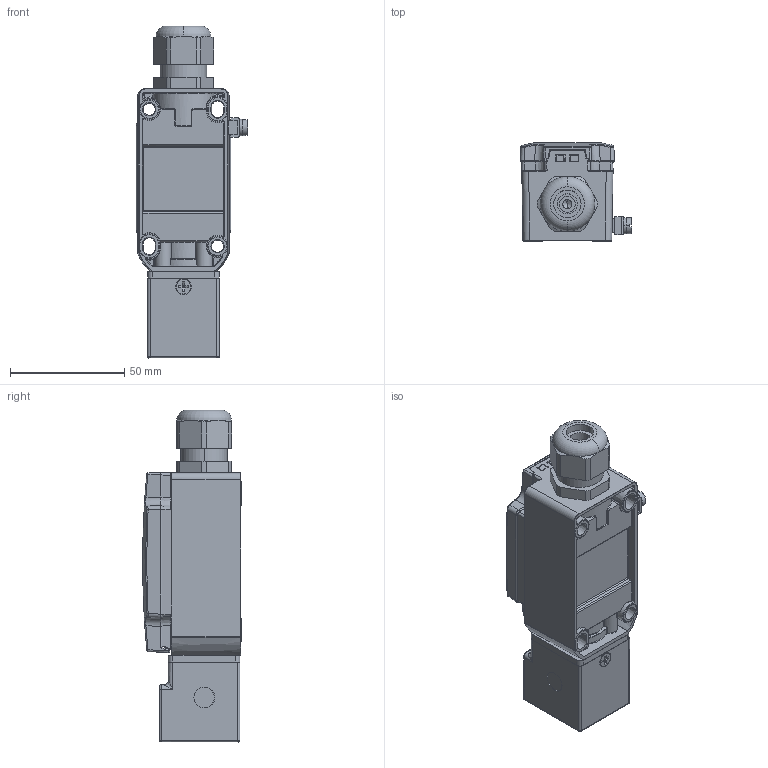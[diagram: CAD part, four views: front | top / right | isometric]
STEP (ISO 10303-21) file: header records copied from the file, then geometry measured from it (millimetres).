
FILE_DESCRIPTION((''),'2;1');
FILE_NAME('1255734_SW0002','2016-06-20T',('sharbsmeier'),('.steute Schaltgeräte GmbH, Löhne'),'PRO/ENGINEER BY PARAMETRIC TECHNOLOGY CORPORATION, 2015070','PRO/ENGINEER BY PARAMETRIC TECHNOLOGY CORPORATION, 2015070','');
FILE_SCHEMA(('CONFIG_CONTROL_DESIGN'));
Products named in the file (1): 1255734_SW0002
Bounding box: 48.87 x 43.17 x 145.5 mm (x, y, z)
Surface area: 51788.7 mm2 (no closed solid volume)
Topology: 0 solids, 56 shells, 1351 faces, 4396 edges, 3077 vertices
Faces by surface type: plane 475, cylinder 431, bspline 196, cone 144, torus 90, sphere 15
Entity records: 61056 total; most frequent: CARTESIAN_POINT 25238, ORIENTED_EDGE 7323, DIRECTION 6758, EDGE_CURVE 4381, VERTEX_POINT 3076, AXIS2_PLACEMENT_3D 2379, VECTOR 2000, LINE 2000
